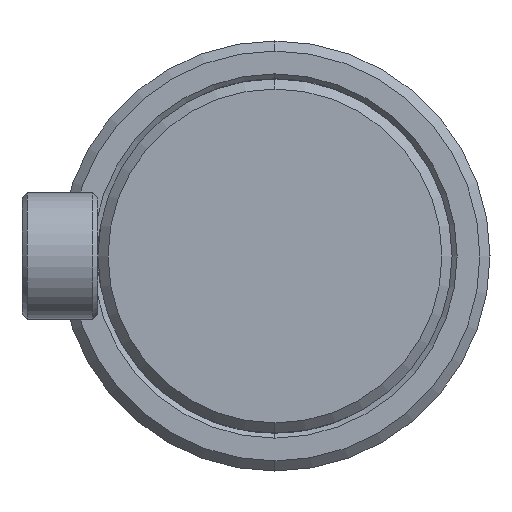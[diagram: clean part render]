
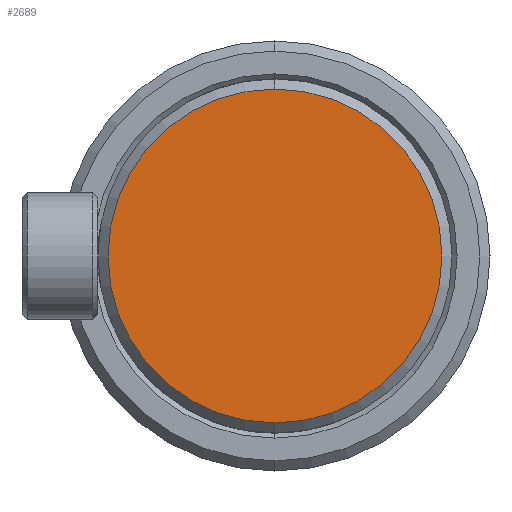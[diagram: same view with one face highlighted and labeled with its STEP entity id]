
A CAD part, left-side view. The second image highlights one B-rep face of the part: STEP entity #2689.
In plain terms, the highlighted planar face has unit normal (-1, 0, 0).
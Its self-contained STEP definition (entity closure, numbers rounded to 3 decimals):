
#11 = CARTESIAN_POINT ( 'NONE',  ( -53., 0., 0. ) ) ;
#266 = DIRECTION ( 'NONE',  ( 0., 0., -1. ) ) ;
#411 = CIRCLE ( 'NONE', #1914, 33. ) ;
#437 = CARTESIAN_POINT ( 'NONE',  ( -53., 0., 33. ) ) ;
#600 = AXIS2_PLACEMENT_3D ( 'NONE', #974, #2696, #1235 ) ;
#885 = VERTEX_POINT ( 'NONE', #437 ) ;
#974 = CARTESIAN_POINT ( 'NONE',  ( -53., 35., 0. ) ) ;
#1116 = EDGE_CURVE ( 'NONE', #2554, #885, #1977, .T. ) ;
#1229 = PLANE ( 'NONE',  #600 ) ;
#1235 = DIRECTION ( 'NONE',  ( 0., 0., -1. ) ) ;
#1268 = FACE_OUTER_BOUND ( 'NONE', #2117, .T. ) ;
#1367 = ORIENTED_EDGE ( 'NONE', *, *, #1475, .T. ) ;
#1416 = DIRECTION ( 'NONE',  ( 0., 0., -1. ) ) ;
#1475 = EDGE_CURVE ( 'NONE', #885, #2554, #411, .T. ) ;
#1688 = CARTESIAN_POINT ( 'NONE',  ( -53., 0., 0. ) ) ;
#1805 = DIRECTION ( 'NONE',  ( -1., 0., 0. ) ) ;
#1869 = AXIS2_PLACEMENT_3D ( 'NONE', #1688, #3103, #1416 ) ;
#1914 = AXIS2_PLACEMENT_3D ( 'NONE', #11, #1805, #266 ) ;
#1977 = CIRCLE ( 'NONE', #1869, 33. ) ;
#2117 = EDGE_LOOP ( 'NONE', ( #2299, #1367 ) ) ;
#2299 = ORIENTED_EDGE ( 'NONE', *, *, #1116, .T. ) ;
#2554 = VERTEX_POINT ( 'NONE', #2563 ) ;
#2563 = CARTESIAN_POINT ( 'NONE',  ( -53., 0., -33. ) ) ;
#2689 = ADVANCED_FACE ( 'NONE', ( #1268 ), #1229, .F. ) ;
#2696 = DIRECTION ( 'NONE',  ( 1., 0., 0. ) ) ;
#3103 = DIRECTION ( 'NONE',  ( -1., 0., 0. ) ) ;
